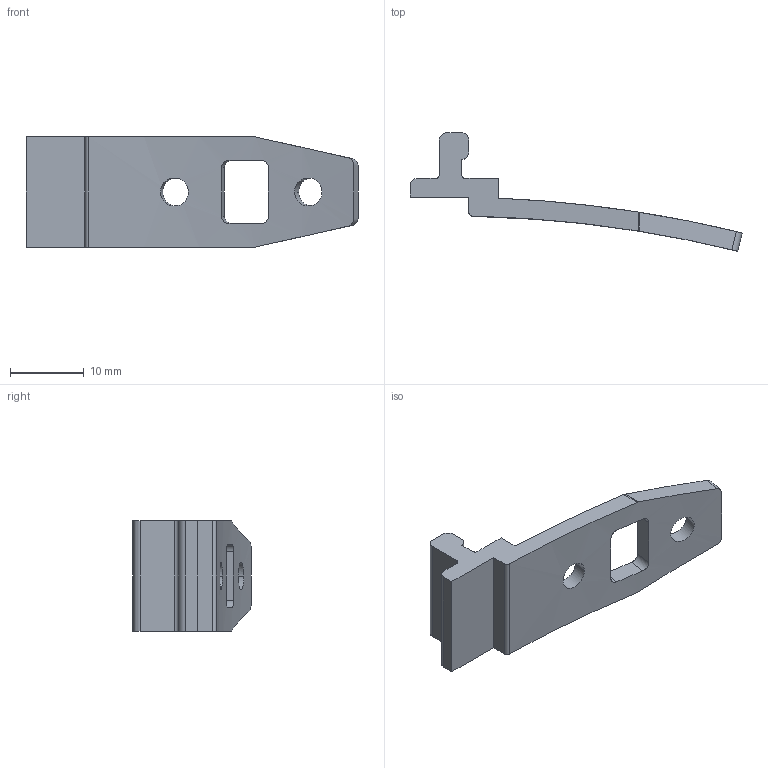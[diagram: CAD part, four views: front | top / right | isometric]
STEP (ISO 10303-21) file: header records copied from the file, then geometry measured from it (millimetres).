
FILE_DESCRIPTION(('CATIA V5 STEP Exchange'),'2;1');
FILE_NAME('Piece scarpa F1 LT 1.stp','2022-01-09T17:42:35+00:00',('none'),('none'),'CATIA Version 5 Release 19 GA (IN-10)','CATIA V5 STEP AP203','none');
FILE_SCHEMA(('CONFIG_CONTROL_DESIGN'));
Length unit declared in the file: millimetre
Products named in the file (1): Piece scarpa F1 LT 1
Bounding box: 45.11 x 16.09 x 15 mm (x, y, z)
Volume: 1859 mm3; surface area: 1872.1 mm2
Topology: 1 solids, 1 shells, 46 faces, 142 edges, 100 vertices
Faces by surface type: cylinder 25, plane 21
Entity records: 1798 total; most frequent: CARTESIAN_POINT 539, ORIENTED_EDGE 284, DIRECTION 194, EDGE_CURVE 142, VERTEX_POINT 100, VECTOR 76, LINE 76, AXIS2_PLACEMENT_3D 75
